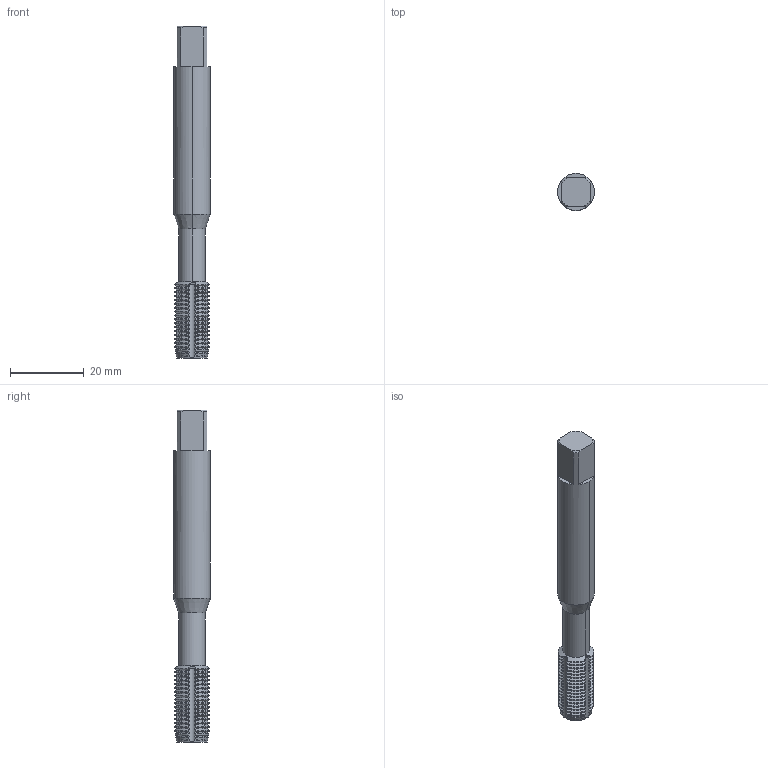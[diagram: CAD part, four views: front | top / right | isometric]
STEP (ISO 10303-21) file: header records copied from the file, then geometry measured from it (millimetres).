
FILE_DESCRIPTION(('no description'),'unknown implementation level');
FILE_NAME('solidvbdREhQcMb_Le7lbXgisIVxZo8s_1.STP',' ',('CIM GmbH Aachen'),('CADClick - KiM GmbH - www.kimweb.de'),'unknown preprocess','ACIS','unknown authorization');
FILE_SCHEMA(('automotive_design'));
Length unit declared in the file: millimetre
Products named in the file (2): 1; 2
Bounding box: 10 x 10 x 90 mm (x, y, z)
Volume: 5881.4 mm3; surface area: 3991.2 mm2
Topology: 2 solids, 2 shells, 361 faces, 1065 edges, 708 vertices
Faces by surface type: cone 172, cylinder 168, plane 17, revolution 4
Entity records: 25638 total; most frequent: CARTESIAN_POINT 4555, STYLED_ITEM 2136, PRESENTATION_STYLE_ASSIGNMENT 2136, COLOUR_RGB 2136, ORIENTED_EDGE 2130, DIRECTION 1799, EDGE_CURVE 1065, CURVE_STYLE 1065
